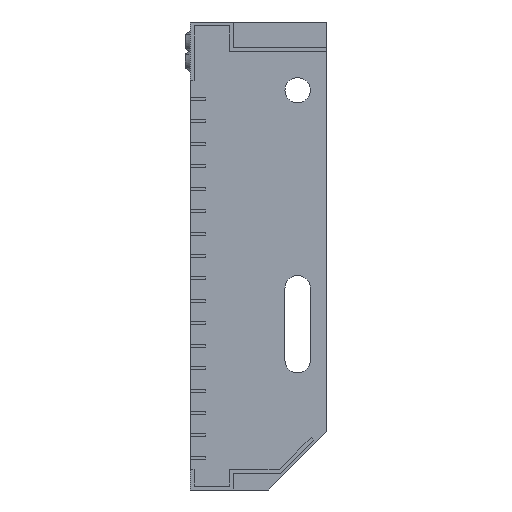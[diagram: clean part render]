
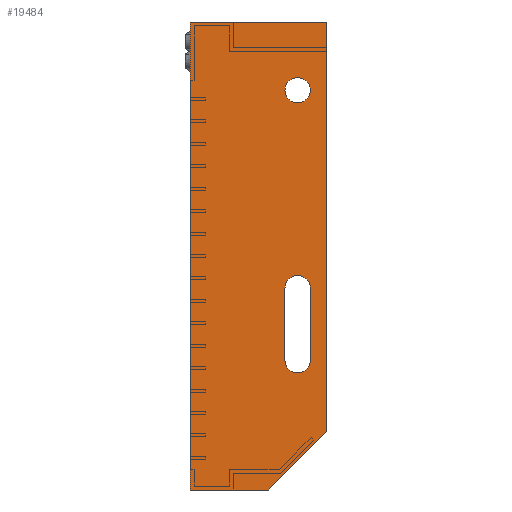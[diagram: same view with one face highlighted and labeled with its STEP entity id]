
A CAD part, left-side view. The second image highlights one B-rep face of the part: STEP entity #19484.
In plain terms, the highlighted planar face has unit normal (-1, 0, 0).
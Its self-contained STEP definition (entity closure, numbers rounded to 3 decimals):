
#99 = CARTESIAN_POINT ( 'NONE',  ( -500., 15., -41.5 ) ) ;
#126 = DIRECTION ( 'NONE',  ( 0., 0., -1. ) ) ;
#133 = DIRECTION ( 'NONE',  ( 0., 0., -1. ) ) ;
#868 = DIRECTION ( 'NONE',  ( 0., 0., -1. ) ) ;
#1029 = LINE ( 'NONE', #26734, #12183 ) ;
#1330 = LINE ( 'NONE', #7529, #20264 ) ;
#1422 = DIRECTION ( 'NONE',  ( 0., 0., -1. ) ) ;
#1675 = CARTESIAN_POINT ( 'NONE',  ( -500., 0., 0. ) ) ;
#1724 = DIRECTION ( 'NONE',  ( 0., 0.707, -0.707 ) ) ;
#1779 = DIRECTION ( 'NONE',  ( 0., -1., 0. ) ) ;
#1910 = VERTEX_POINT ( 'NONE', #25589 ) ;
#2129 = ORIENTED_EDGE ( 'NONE', *, *, #17472, .F. ) ;
#2135 = LINE ( 'NONE', #9618, #12044 ) ;
#2148 = CIRCLE ( 'NONE', #17169, 6.5 ) ;
#2168 = VERTEX_POINT ( 'NONE', #5528 ) ;
#2207 = VERTEX_POINT ( 'NONE', #21684 ) ;
#3709 = VERTEX_POINT ( 'NONE', #26137 ) ;
#4112 = ORIENTED_EDGE ( 'NONE', *, *, #31059, .F. ) ;
#5528 = CARTESIAN_POINT ( 'NONE',  ( -500., 21.5, -136.5 ) ) ;
#6195 = AXIS2_PLACEMENT_3D ( 'NONE', #14767, #33245, #1422 ) ;
#6234 = LINE ( 'NONE', #33525, #11968 ) ;
#6247 = DIRECTION ( 'NONE',  ( 0., 0., 1. ) ) ;
#7043 = DIRECTION ( 'NONE',  ( 1., 0., 0. ) ) ;
#7090 = VECTOR ( 'NONE', #22408, 1000. ) ;
#7378 = VERTEX_POINT ( 'NONE', #99 ) ;
#7529 = CARTESIAN_POINT ( 'NONE',  ( -500., 70., 0. ) ) ;
#7899 = DIRECTION ( 'NONE',  ( 1., 0., 0. ) ) ;
#8355 = AXIS2_PLACEMENT_3D ( 'NONE', #31726, #7899, #133 ) ;
#9618 = CARTESIAN_POINT ( 'NONE',  ( -500., 30., -240. ) ) ;
#9836 = FACE_BOUND ( 'NONE', #26684, .T. ) ;
#10162 = DIRECTION ( 'NONE',  ( 0., 0., -1. ) ) ;
#10197 = ORIENTED_EDGE ( 'NONE', *, *, #28714, .T. ) ;
#10763 = EDGE_LOOP ( 'NONE', ( #18613, #34138, #31293, #13163, #28365 ) ) ;
#11182 = CARTESIAN_POINT ( 'NONE',  ( -500., 15., -28.5 ) ) ;
#11968 = VECTOR ( 'NONE', #33178, 1000. ) ;
#12044 = VECTOR ( 'NONE', #1724, 1000. ) ;
#12183 = VECTOR ( 'NONE', #24295, 1000. ) ;
#12785 = VERTEX_POINT ( 'NONE', #27604 ) ;
#13041 = VECTOR ( 'NONE', #868, 1000. ) ;
#13163 = ORIENTED_EDGE ( 'NONE', *, *, #25644, .T. ) ;
#13780 = DIRECTION ( 'NONE',  ( 1., 0., 0. ) ) ;
#14767 = CARTESIAN_POINT ( 'NONE',  ( -500., 15., -35. ) ) ;
#14817 = EDGE_CURVE ( 'NONE', #3709, #16497, #2135, .T. ) ;
#14907 = CARTESIAN_POINT ( 'NONE',  ( -500., 70., -240. ) ) ;
#14917 = CARTESIAN_POINT ( 'NONE',  ( -500., 15., -35. ) ) ;
#14949 = DIRECTION ( 'NONE',  ( 1., 0., 0. ) ) ;
#15501 = CARTESIAN_POINT ( 'NONE',  ( -500., 15., -180. ) ) ;
#15673 = DIRECTION ( 'NONE',  ( 1., 0., 0. ) ) ;
#15723 = EDGE_CURVE ( 'NONE', #2168, #2207, #30916, .T. ) ;
#16497 = VERTEX_POINT ( 'NONE', #28983 ) ;
#16726 = EDGE_CURVE ( 'NONE', #16497, #22842, #19811, .T. ) ;
#17169 = AXIS2_PLACEMENT_3D ( 'NONE', #14917, #7043, #25414 ) ;
#17472 = EDGE_CURVE ( 'NONE', #12785, #3709, #6234, .T. ) ;
#17955 = LINE ( 'NONE', #1675, #29978 ) ;
#18613 = ORIENTED_EDGE ( 'NONE', *, *, #19904, .T. ) ;
#18645 = ORIENTED_EDGE ( 'NONE', *, *, #23586, .T. ) ;
#18882 = VERTEX_POINT ( 'NONE', #11182 ) ;
#19241 = VERTEX_POINT ( 'NONE', #25906 ) ;
#19447 = CARTESIAN_POINT ( 'NONE',  ( -500., 70., -240. ) ) ;
#19484 = ADVANCED_FACE ( 'NONE', ( #22952, #9836, #33717 ), #21609, .F. ) ;
#19811 = LINE ( 'NONE', #14907, #7090 ) ;
#19835 = AXIS2_PLACEMENT_3D ( 'NONE', #23504, #15673, #126 ) ;
#19904 = EDGE_CURVE ( 'NONE', #2207, #25777, #32864, .T. ) ;
#20264 = VECTOR ( 'NONE', #28571, 1000. ) ;
#20767 = CIRCLE ( 'NONE', #19835, 6.5 ) ;
#21339 = VERTEX_POINT ( 'NONE', #15501 ) ;
#21489 = ORIENTED_EDGE ( 'NONE', *, *, #14817, .F. ) ;
#21609 = PLANE ( 'NONE',  #24602 ) ;
#21684 = CARTESIAN_POINT ( 'NONE',  ( -500., 8.5, -136.5 ) ) ;
#21855 = EDGE_CURVE ( 'NONE', #21339, #19241, #30716, .T. ) ;
#22042 = ORIENTED_EDGE ( 'NONE', *, *, #16726, .F. ) ;
#22066 = AXIS2_PLACEMENT_3D ( 'NONE', #25772, #14949, #10162 ) ;
#22408 = DIRECTION ( 'NONE',  ( 0., 1., 0. ) ) ;
#22842 = VERTEX_POINT ( 'NONE', #19447 ) ;
#22952 = FACE_BOUND ( 'NONE', #10763, .T. ) ;
#23129 = EDGE_CURVE ( 'NONE', #22842, #1910, #1330, .T. ) ;
#23504 = CARTESIAN_POINT ( 'NONE',  ( -500., 15., -173.5 ) ) ;
#23586 = EDGE_CURVE ( 'NONE', #18882, #7378, #2148, .T. ) ;
#24295 = DIRECTION ( 'NONE',  ( 0., 0., 1. ) ) ;
#24492 = CARTESIAN_POINT ( 'NONE',  ( -500., 0., 0. ) ) ;
#24602 = AXIS2_PLACEMENT_3D ( 'NONE', #24492, #13780, #6247 ) ;
#25414 = DIRECTION ( 'NONE',  ( 0., 0., -1. ) ) ;
#25589 = CARTESIAN_POINT ( 'NONE',  ( -500., 70., 0. ) ) ;
#25644 = EDGE_CURVE ( 'NONE', #19241, #2168, #1029, .T. ) ;
#25772 = CARTESIAN_POINT ( 'NONE',  ( -500., 15., -136.5 ) ) ;
#25777 = VERTEX_POINT ( 'NONE', #32737 ) ;
#25906 = CARTESIAN_POINT ( 'NONE',  ( -500., 21.5, -173.5 ) ) ;
#26137 = CARTESIAN_POINT ( 'NONE',  ( -500., 0., -210. ) ) ;
#26295 = EDGE_CURVE ( 'NONE', #25777, #21339, #20767, .T. ) ;
#26684 = EDGE_LOOP ( 'NONE', ( #10197, #18645 ) ) ;
#26734 = CARTESIAN_POINT ( 'NONE',  ( -500., 21.5, -173.5 ) ) ;
#27604 = CARTESIAN_POINT ( 'NONE',  ( -500., 0., 0. ) ) ;
#28080 = CIRCLE ( 'NONE', #6195, 6.5 ) ;
#28365 = ORIENTED_EDGE ( 'NONE', *, *, #15723, .T. ) ;
#28571 = DIRECTION ( 'NONE',  ( 0., 0., 1. ) ) ;
#28714 = EDGE_CURVE ( 'NONE', #7378, #18882, #28080, .T. ) ;
#28983 = CARTESIAN_POINT ( 'NONE',  ( -500., 30., -240. ) ) ;
#29978 = VECTOR ( 'NONE', #1779, 1000. ) ;
#30006 = ORIENTED_EDGE ( 'NONE', *, *, #23129, .F. ) ;
#30716 = CIRCLE ( 'NONE', #8355, 6.5 ) ;
#30916 = CIRCLE ( 'NONE', #22066, 6.5 ) ;
#31059 = EDGE_CURVE ( 'NONE', #1910, #12785, #17955, .T. ) ;
#31293 = ORIENTED_EDGE ( 'NONE', *, *, #21855, .T. ) ;
#31726 = CARTESIAN_POINT ( 'NONE',  ( -500., 15., -173.5 ) ) ;
#32468 = CARTESIAN_POINT ( 'NONE',  ( -500., 8.5, -136.5 ) ) ;
#32737 = CARTESIAN_POINT ( 'NONE',  ( -500., 8.5, -173.5 ) ) ;
#32864 = LINE ( 'NONE', #32468, #13041 ) ;
#33178 = DIRECTION ( 'NONE',  ( 0., 0., -1. ) ) ;
#33245 = DIRECTION ( 'NONE',  ( 1., 0., 0. ) ) ;
#33525 = CARTESIAN_POINT ( 'NONE',  ( -500., 0., -210. ) ) ;
#33717 = FACE_OUTER_BOUND ( 'NONE', #34198, .T. ) ;
#34138 = ORIENTED_EDGE ( 'NONE', *, *, #26295, .T. ) ;
#34198 = EDGE_LOOP ( 'NONE', ( #2129, #4112, #30006, #22042, #21489 ) ) ;
